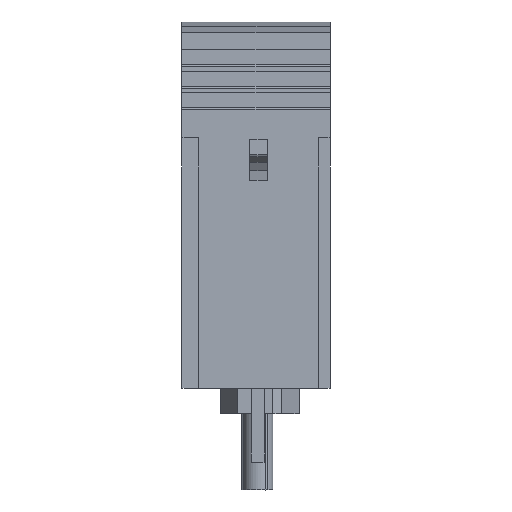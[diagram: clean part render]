
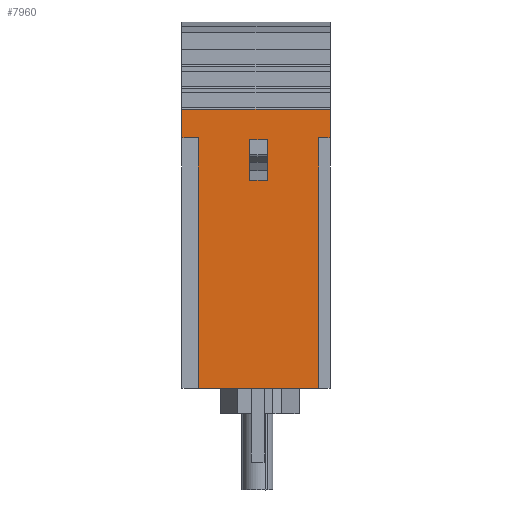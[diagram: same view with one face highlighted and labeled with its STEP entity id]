
A CAD part, front view. The second image highlights one B-rep face of the part: STEP entity #7960.
In plain terms, the highlighted face is planar.
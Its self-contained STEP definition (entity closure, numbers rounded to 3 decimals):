
#100=CARTESIAN_POINT('',(22.4,78.415,
0.35));
#110=VERTEX_POINT('',#100);
#160=CARTESIAN_POINT('',(22.4,53.072,
0.35));
#170=DIRECTION('',(0.,-1.,0.));
#180=VECTOR('',#170,1.);
#190=LINE('',#160,#180);
#200=CARTESIAN_POINT('',(22.4,81.815,
0.35));
#210=VERTEX_POINT('',#200);
#220=EDGE_CURVE('',#210,#110,#190,.T.);
#3300=CARTESIAN_POINT('',(22.4,78.415,
1.7));
#3310=VERTEX_POINT('',#3300);
#3340=CARTESIAN_POINT('',(22.4,78.415,
0.05));
#3350=DIRECTION('',(0.,0.,1.));
#3360=VECTOR('',#3350,1.);
#3370=LINE('',#3340,#3360);
#3380=EDGE_CURVE('',#110,#3310,#3370,.T.);
#3550=CARTESIAN_POINT('',(22.4,53.072,
1.7));
#3560=DIRECTION('',(0.,1.,0.));
#3570=VECTOR('',#3560,1.);
#3580=LINE('',#3550,#3570);
#3590=CARTESIAN_POINT('',(22.4,48.815,
1.7));
#3600=VERTEX_POINT('',#3590);
#3610=EDGE_CURVE('',#3600,#3310,#3580,.T.);
#4170=CARTESIAN_POINT('',(22.4,53.072,
17.85));
#4180=DIRECTION('',(0.,-1.,0.));
#4190=VECTOR('',#4180,1.);
#4200=LINE('',#4170,#4190);
#4210=CARTESIAN_POINT('',(22.4,81.815,
17.85));
#4220=VERTEX_POINT('',#4210);
#4230=CARTESIAN_POINT('',(22.4,78.415,
17.85));
#4240=VERTEX_POINT('',#4230);
#4250=EDGE_CURVE('',#4220,#4240,#4200,.T.);
#7230=CARTESIAN_POINT('',(22.4,48.815,
0.05));
#7240=DIRECTION('',(-1.,0.,0.));
#7250=DIRECTION('',(0.,-1.,0.));
#7260=AXIS2_PLACEMENT_3D('',#7230,#7240,#7250);
#7270=PLANE('',#7260);
#7280=CARTESIAN_POINT('',(22.4,78.215,
0.05));
#7290=DIRECTION('',(0.,0.,1.));
#7300=VECTOR('',#7290,1.);
#7310=LINE('',#7280,#7300);
#7320=CARTESIAN_POINT('',(22.4,78.215,
7.75));
#7330=VERTEX_POINT('',#7320);
#7340=CARTESIAN_POINT('',(22.4,78.215,
9.85));
#7350=VERTEX_POINT('',#7340);
#7360=EDGE_CURVE('',#7330,#7350,#7310,.T.);
#7370=ORIENTED_EDGE('',*,*,#7360,.F.);
#7380=CARTESIAN_POINT('',(22.4,53.072,
9.85));
#7390=DIRECTION('',(0.,-1.,0.));
#7400=VECTOR('',#7390,1.);
#7410=LINE('',#7380,#7400);
#7420=CARTESIAN_POINT('',(22.4,73.415,
9.85));
#7430=VERTEX_POINT('',#7420);
#7440=EDGE_CURVE('',#7350,#7430,#7410,.T.);
#7450=ORIENTED_EDGE('',*,*,#7440,.F.);
#7460=CARTESIAN_POINT('',(22.4,73.415,
0.05));
#7470=DIRECTION('',(0.,0.,-1.));
#7480=VECTOR('',#7470,1.);
#7490=LINE('',#7460,#7480);
#7500=CARTESIAN_POINT('',(22.4,73.415,
7.75));
#7510=VERTEX_POINT('',#7500);
#7520=EDGE_CURVE('',#7430,#7510,#7490,.T.);
#7530=ORIENTED_EDGE('',*,*,#7520,.F.);
#7540=CARTESIAN_POINT('',(22.4,53.072,
7.75));
#7550=DIRECTION('',(0.,-1.,0.));
#7560=VECTOR('',#7550,1.);
#7570=LINE('',#7540,#7560);
#7580=EDGE_CURVE('',#7330,#7510,#7570,.T.);
#7590=ORIENTED_EDGE('',*,*,#7580,.T.);
#7600=EDGE_LOOP('',(#7590,#7530,#7450,#7370));
#7610=FACE_BOUND('',#7600,.T.);
#7620=ORIENTED_EDGE('',*,*,#220,.F.);
#7630=ORIENTED_EDGE('',*,*,#3380,.F.);
#7640=ORIENTED_EDGE('',*,*,#3610,.T.);
#7650=CARTESIAN_POINT('',(22.4,48.815,
0.05));
#7660=DIRECTION('',(0.,0.,1.));
#7670=VECTOR('',#7660,1.);
#7680=LINE('',#7650,#7670);
#7690=CARTESIAN_POINT('',(22.4,48.815,
15.9));
#7700=VERTEX_POINT('',#7690);
#7710=EDGE_CURVE('',#3600,#7700,#7680,.T.);
#7720=ORIENTED_EDGE('',*,*,#7710,.F.);
#7730=CARTESIAN_POINT('',(22.4,53.072,
15.9));
#7740=DIRECTION('',(0.,1.,0.));
#7750=VECTOR('',#7740,1.);
#7760=LINE('',#7730,#7750);
#7770=CARTESIAN_POINT('',(22.4,78.415,
15.9));
#7780=VERTEX_POINT('',#7770);
#7790=EDGE_CURVE('',#7700,#7780,#7760,.T.);
#7800=ORIENTED_EDGE('',*,*,#7790,.F.);
#7810=CARTESIAN_POINT('',(22.4,78.415,
0.05));
#7820=DIRECTION('',(0.,0.,-1.));
#7830=VECTOR('',#7820,1.);
#7840=LINE('',#7810,#7830);
#7850=EDGE_CURVE('',#4240,#7780,#7840,.T.);
#7860=ORIENTED_EDGE('',*,*,#7850,.T.);
#7870=ORIENTED_EDGE('',*,*,#4250,.T.);
#7880=CARTESIAN_POINT('',(22.4,81.815,
0.05));
#7890=DIRECTION('',(0.,0.,1.));
#7900=VECTOR('',#7890,1.);
#7910=LINE('',#7880,#7900);
#7920=EDGE_CURVE('',#210,#4220,#7910,.T.);
#7930=ORIENTED_EDGE('',*,*,#7920,.T.);
#7940=EDGE_LOOP('',(#7930,#7870,#7860,#7800,#7720,#7640,#7630,#7620));
#7950=FACE_OUTER_BOUND('',#7940,.T.);
#7960=ADVANCED_FACE('',(#7610,#7950),#7270,.F.);
